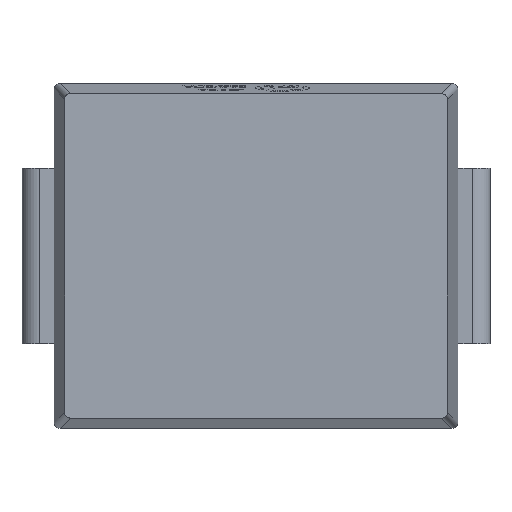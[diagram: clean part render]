
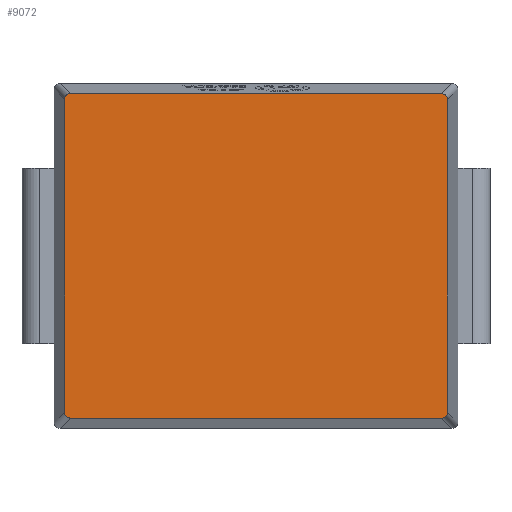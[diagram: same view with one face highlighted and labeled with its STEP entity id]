
A CAD part, top view. The second image highlights one B-rep face of the part: STEP entity #9072.
In plain terms, the highlighted planar face has unit normal (0, 0, 1).
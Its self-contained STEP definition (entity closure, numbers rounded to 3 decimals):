
#13 = CARTESIAN_POINT ( 'NONE',  ( 3.175, 2.774, 0. ) ) ;
#52 = DIRECTION ( 'NONE',  ( 0., 1., 0. ) ) ;
#379 = CARTESIAN_POINT ( 'NONE',  ( 3.274, -2.675, 0. ) ) ;
#734 = DIRECTION ( 'NONE',  ( -1., 0., 0. ) ) ;
#834 = LINE ( 'NONE', #8993, #1465 ) ;
#968 = CARTESIAN_POINT ( 'NONE',  ( -3.274, -2.733, 0. ) ) ;
#1187 = LINE ( 'NONE', #12743, #2999 ) ;
#1465 = VECTOR ( 'NONE', #13231, 1000. ) ;
#1476 = CARTESIAN_POINT ( 'NONE',  ( -3.274, 2.733, 0. ) ) ;
#1761 = ORIENTED_EDGE ( 'NONE', *, *, #5513, .T. ) ;
#2049 = CARTESIAN_POINT ( 'NONE',  ( -3.175, 2.774, 0. ) ) ;
#2077 = EDGE_LOOP ( 'NONE', ( #8199, #5327, #5244, #1761, #2808, #13259, #13366, #8362 ) ) ;
#2101 = CARTESIAN_POINT ( 'NONE',  ( 3.175, -2.774, 0. ) ) ;
#2120 = CARTESIAN_POINT ( 'NONE',  ( 3.274, 2.675, 0. ) ) ;
#2297 = VERTEX_POINT ( 'NONE', #2993 ) ;
#2374 = CARTESIAN_POINT ( 'NONE',  ( -3.233, 2.774, 0. ) ) ;
#2480 = VECTOR ( 'NONE', #52, 1000. ) ;
#2594 = EDGE_CURVE ( 'NONE', #6288, #6363, #7556, .T. ) ;
#2600 = CARTESIAN_POINT ( 'NONE',  ( 3.274, -2.733, 0. ) ) ;
#2808 = ORIENTED_EDGE ( 'NONE', *, *, #9747, .T. ) ;
#2876 = EDGE_CURVE ( 'NONE', #11104, #8548, #1187, .T. ) ;
#2993 = CARTESIAN_POINT ( 'NONE',  ( -3.274, 2.675, 0. ) ) ;
#2999 = VECTOR ( 'NONE', #5120, 1000. ) ;
#3774 =( BOUNDED_CURVE ( )  B_SPLINE_CURVE ( 3, ( #9916, #12133, #2600, #4321 ),
 .UNSPECIFIED., .F., .F. ) 
 B_SPLINE_CURVE_WITH_KNOTS ( ( 4, 4 ),
 ( 2.371, 3.912 ),
 .UNSPECIFIED. ) 
 CURVE ( )  GEOMETRIC_REPRESENTATION_ITEM ( )  RATIONAL_B_SPLINE_CURVE ( ( 1., 0.812, 0.812, 1. ) ) 
 REPRESENTATION_ITEM ( '' )  );
#4219 = CARTESIAN_POINT ( 'NONE',  ( -3.274, -2.675, 0. ) ) ;
#4321 = CARTESIAN_POINT ( 'NONE',  ( 3.274, -2.675, 0. ) ) ;
#4811 = PLANE ( 'NONE',  #7811 ) ;
#5120 = DIRECTION ( 'NONE',  ( 1., 0., 0. ) ) ;
#5238 = CARTESIAN_POINT ( 'NONE',  ( -3.274, -2.675, 0. ) ) ;
#5244 = ORIENTED_EDGE ( 'NONE', *, *, #2876, .T. ) ;
#5307 = CARTESIAN_POINT ( 'NONE',  ( 3.274, 2.95, 0. ) ) ;
#5327 = ORIENTED_EDGE ( 'NONE', *, *, #5891, .T. ) ;
#5406 = EDGE_CURVE ( 'NONE', #2297, #9420, #11026, .T. ) ;
#5513 = EDGE_CURVE ( 'NONE', #8548, #5547, #3774, .T. ) ;
#5547 = VERTEX_POINT ( 'NONE', #379 ) ;
#5891 = EDGE_CURVE ( 'NONE', #9420, #11104, #7115, .T. ) ;
#6032 = FACE_OUTER_BOUND ( 'NONE', #2077, .T. ) ;
#6288 = VERTEX_POINT ( 'NONE', #9882 ) ;
#6363 = VERTEX_POINT ( 'NONE', #6823 ) ;
#6389 = DIRECTION ( 'NONE',  ( 0., -1., 0. ) ) ;
#6823 = CARTESIAN_POINT ( 'NONE',  ( 3.175, 2.774, 0. ) ) ;
#6856 = CARTESIAN_POINT ( 'NONE',  ( -3.274, -2.95, 0. ) ) ;
#7115 =( BOUNDED_CURVE ( )  B_SPLINE_CURVE ( 3, ( #5238, #968, #7400, #9612 ),
 .UNSPECIFIED., .F., .T. ) 
 B_SPLINE_CURVE_WITH_KNOTS ( ( 4, 4 ),
 ( 5.513, 7.054 ),
 .UNSPECIFIED. ) 
 CURVE ( )  GEOMETRIC_REPRESENTATION_ITEM ( )  RATIONAL_B_SPLINE_CURVE ( ( 1., 0.812, 0.812, 1. ) ) 
 REPRESENTATION_ITEM ( '' )  );
#7400 = CARTESIAN_POINT ( 'NONE',  ( -3.233, -2.774, 0. ) ) ;
#7402 = LINE ( 'NONE', #5307, #2480 ) ;
#7556 =( BOUNDED_CURVE ( )  B_SPLINE_CURVE ( 3, ( #2120, #10749, #9496, #13 ),
 .UNSPECIFIED., .F., .T. ) 
 B_SPLINE_CURVE_WITH_KNOTS ( ( 4, 4 ),
 ( 2.371, 3.912 ),
 .UNSPECIFIED. ) 
 CURVE ( )  GEOMETRIC_REPRESENTATION_ITEM ( )  RATIONAL_B_SPLINE_CURVE ( ( 1., 0.812, 0.812, 1. ) ) 
 REPRESENTATION_ITEM ( '' )  );
#7615 = CARTESIAN_POINT ( 'NONE',  ( -3.175, 2.774, 0. ) ) ;
#7811 = AXIS2_PLACEMENT_3D ( 'NONE', #13448, #11389, #734 ) ;
#8199 = ORIENTED_EDGE ( 'NONE', *, *, #5406, .T. ) ;
#8362 = ORIENTED_EDGE ( 'NONE', *, *, #8795, .T. ) ;
#8548 = VERTEX_POINT ( 'NONE', #2101 ) ;
#8712 = VECTOR ( 'NONE', #6389, 1000. ) ;
#8795 = EDGE_CURVE ( 'NONE', #10944, #2297, #9426, .T. ) ;
#8832 = CARTESIAN_POINT ( 'NONE',  ( -3.274, 2.675, 0. ) ) ;
#8993 = CARTESIAN_POINT ( 'NONE',  ( -3.45, 2.774, 0. ) ) ;
#9072 = ADVANCED_FACE ( 'NONE', ( #6032 ), #4811, .F. ) ;
#9420 = VERTEX_POINT ( 'NONE', #4219 ) ;
#9426 =( BOUNDED_CURVE ( )  B_SPLINE_CURVE ( 3, ( #7615, #2374, #1476, #8832 ),
 .UNSPECIFIED., .F., .T. ) 
 B_SPLINE_CURVE_WITH_KNOTS ( ( 4, 4 ),
 ( 5.513, 7.054 ),
 .UNSPECIFIED. ) 
 CURVE ( )  GEOMETRIC_REPRESENTATION_ITEM ( )  RATIONAL_B_SPLINE_CURVE ( ( 1., 0.812, 0.812, 1. ) ) 
 REPRESENTATION_ITEM ( '' )  );
#9496 = CARTESIAN_POINT ( 'NONE',  ( 3.233, 2.774, 0. ) ) ;
#9612 = CARTESIAN_POINT ( 'NONE',  ( -3.175, -2.774, 0. ) ) ;
#9747 = EDGE_CURVE ( 'NONE', #5547, #6288, #7402, .T. ) ;
#9882 = CARTESIAN_POINT ( 'NONE',  ( 3.274, 2.675, 0. ) ) ;
#9916 = CARTESIAN_POINT ( 'NONE',  ( 3.175, -2.774, 0. ) ) ;
#10274 = EDGE_CURVE ( 'NONE', #6363, #10944, #834, .T. ) ;
#10749 = CARTESIAN_POINT ( 'NONE',  ( 3.274, 2.733, 0. ) ) ;
#10944 = VERTEX_POINT ( 'NONE', #2049 ) ;
#11026 = LINE ( 'NONE', #6856, #8712 ) ;
#11104 = VERTEX_POINT ( 'NONE', #11654 ) ;
#11389 = DIRECTION ( 'NONE',  ( 0., 0., -1. ) ) ;
#11654 = CARTESIAN_POINT ( 'NONE',  ( -3.175, -2.774, 0. ) ) ;
#12133 = CARTESIAN_POINT ( 'NONE',  ( 3.233, -2.774, 0. ) ) ;
#12743 = CARTESIAN_POINT ( 'NONE',  ( 3.45, -2.774, 0. ) ) ;
#13231 = DIRECTION ( 'NONE',  ( -1., 0., 0. ) ) ;
#13259 = ORIENTED_EDGE ( 'NONE', *, *, #2594, .T. ) ;
#13366 = ORIENTED_EDGE ( 'NONE', *, *, #10274, .T. ) ;
#13448 = CARTESIAN_POINT ( 'NONE',  ( 0., 0., 0. ) ) ;
